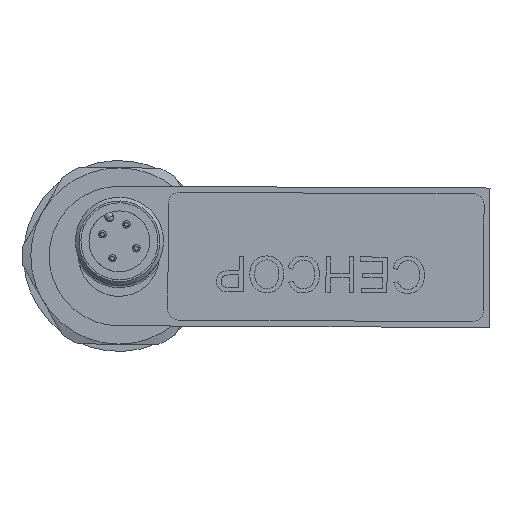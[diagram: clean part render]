
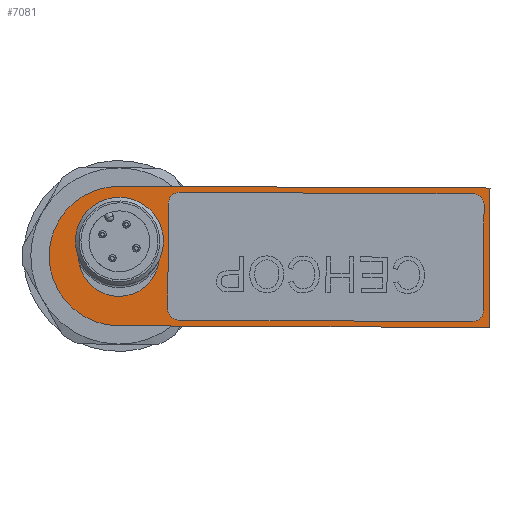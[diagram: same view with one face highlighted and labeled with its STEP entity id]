
A CAD part, left-side view. The second image highlights one B-rep face of the part: STEP entity #7081.
In plain terms, the highlighted face is planar.
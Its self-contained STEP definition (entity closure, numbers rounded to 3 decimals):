
#107=LINE('',#20227,#650);
#108=LINE('',#20229,#651);
#109=LINE('',#20231,#652);
#110=LINE('',#20232,#653);
#111=LINE('',#20237,#654);
#112=LINE('',#20241,#655);
#113=LINE('',#20245,#656);
#650=VECTOR('',#9633,1000.);
#651=VECTOR('',#9634,1000.);
#652=VECTOR('',#9635,1000.);
#653=VECTOR('',#9636,1000.);
#654=VECTOR('',#9639,1000.);
#655=VECTOR('',#9642,1000.);
#656=VECTOR('',#9645,1000.);
#1469=PLANE('',#8457);
#1799=CIRCLE('',#8458,5.5);
#1800=CIRCLE('',#8459,9.5);
#1801=CIRCLE('',#8460,1.5);
#1802=CIRCLE('',#8461,1.5);
#1803=CIRCLE('',#8462,1.5);
#1804=CIRCLE('',#8463,1.5);
#2406=ORIENTED_EDGE('',*,*,#4111,.F.);
#2407=ORIENTED_EDGE('',*,*,#4112,.F.);
#2408=ORIENTED_EDGE('',*,*,#4113,.F.);
#2409=ORIENTED_EDGE('',*,*,#4114,.F.);
#2410=ORIENTED_EDGE('',*,*,#4115,.F.);
#2411=ORIENTED_EDGE('',*,*,#4116,.T.);
#2412=ORIENTED_EDGE('',*,*,#4117,.T.);
#2413=ORIENTED_EDGE('',*,*,#4118,.T.);
#2414=ORIENTED_EDGE('',*,*,#4119,.T.);
#2415=ORIENTED_EDGE('',*,*,#4120,.T.);
#2416=ORIENTED_EDGE('',*,*,#4121,.T.);
#2417=ORIENTED_EDGE('',*,*,#4122,.T.);
#2418=ORIENTED_EDGE('',*,*,#4123,.T.);
#4111=EDGE_CURVE('',#5031,#5031,#1799,.T.);
#4112=EDGE_CURVE('',#5032,#5033,#1800,.T.);
#4113=EDGE_CURVE('',#5034,#5032,#107,.T.);
#4114=EDGE_CURVE('',#5035,#5034,#108,.T.);
#4115=EDGE_CURVE('',#5033,#5035,#109,.T.);
#4116=EDGE_CURVE('',#5036,#5037,#110,.T.);
#4117=EDGE_CURVE('',#5037,#5038,#1801,.T.);
#4118=EDGE_CURVE('',#5038,#5039,#111,.T.);
#4119=EDGE_CURVE('',#5039,#5040,#1802,.T.);
#4120=EDGE_CURVE('',#5040,#5041,#112,.T.);
#4121=EDGE_CURVE('',#5041,#5042,#1803,.T.);
#4122=EDGE_CURVE('',#5042,#5043,#113,.T.);
#4123=EDGE_CURVE('',#5043,#5036,#1804,.T.);
#5031=VERTEX_POINT('',#20223);
#5032=VERTEX_POINT('',#20225);
#5033=VERTEX_POINT('',#20226);
#5034=VERTEX_POINT('',#20228);
#5035=VERTEX_POINT('',#20230);
#5036=VERTEX_POINT('',#20233);
#5037=VERTEX_POINT('',#20234);
#5038=VERTEX_POINT('',#20236);
#5039=VERTEX_POINT('',#20238);
#5040=VERTEX_POINT('',#20240);
#5041=VERTEX_POINT('',#20242);
#5042=VERTEX_POINT('',#20244);
#5043=VERTEX_POINT('',#20246);
#5807=EDGE_LOOP('',(#2406));
#5808=EDGE_LOOP('',(#2407,#2408,#2409,#2410));
#5809=EDGE_LOOP('',(#2411,#2412,#2413,#2414,#2415,#2416,#2417,#2418));
#6427=FACE_BOUND('',#5807,.T.);
#6428=FACE_BOUND('',#5808,.T.);
#6429=FACE_BOUND('',#5809,.T.);
#7081=ADVANCED_FACE('',(#6427,#6428,#6429),#1469,.F.);
#8457=AXIS2_PLACEMENT_3D('',#20221,#9627,#9628);
#8458=AXIS2_PLACEMENT_3D('',#20222,#9629,#9630);
#8459=AXIS2_PLACEMENT_3D('',#20224,#9631,#9632);
#8460=AXIS2_PLACEMENT_3D('',#20235,#9637,#9638);
#8461=AXIS2_PLACEMENT_3D('',#20239,#9640,#9641);
#8462=AXIS2_PLACEMENT_3D('',#20243,#9643,#9644);
#8463=AXIS2_PLACEMENT_3D('',#20247,#9646,#9647);
#9627=DIRECTION('',(0.,1.,0.));
#9628=DIRECTION('',(0.,0.,1.));
#9629=DIRECTION('',(0.,-1.,0.));
#9630=DIRECTION('',(1.,0.,0.));
#9631=DIRECTION('',(0.,1.,0.));
#9632=DIRECTION('',(-1.,0.,0.));
#9633=DIRECTION('',(0.,0.,1.));
#9634=DIRECTION('',(-1.,0.,0.));
#9635=DIRECTION('',(0.,0.,-1.));
#9636=DIRECTION('',(-1.,0.,0.));
#9637=DIRECTION('',(0.,1.,0.));
#9638=DIRECTION('',(1.,0.,0.));
#9639=DIRECTION('',(0.,0.,1.));
#9640=DIRECTION('',(0.,1.,0.));
#9641=DIRECTION('',(1.,0.,0.));
#9642=DIRECTION('',(1.,0.,0.));
#9643=DIRECTION('',(0.,1.,0.));
#9644=DIRECTION('',(-1.,0.,0.));
#9645=DIRECTION('',(0.,0.,-1.));
#9646=DIRECTION('',(0.,1.,0.));
#9647=DIRECTION('',(1.,0.,0.));
#20221=CARTESIAN_POINT('',(9.5,0.,50.5));
#20222=CARTESIAN_POINT('',(9.5,0.,50.5));
#20223=CARTESIAN_POINT('',(15.,0.,50.5));
#20224=CARTESIAN_POINT('',(9.5,0.,50.5));
#20225=CARTESIAN_POINT('',(0.,0.,50.5));
#20226=CARTESIAN_POINT('',(19.,0.,50.5));
#20227=CARTESIAN_POINT('',(0.,0.,0.));
#20228=CARTESIAN_POINT('',(0.,0.,0.));
#20229=CARTESIAN_POINT('',(19.,0.,0.));
#20230=CARTESIAN_POINT('',(19.,0.,0.));
#20231=CARTESIAN_POINT('',(19.,0.,50.5));
#20232=CARTESIAN_POINT('',(2.16,0.,0.8));
#20233=CARTESIAN_POINT('',(16.7,0.,0.8));
#20234=CARTESIAN_POINT('',(2.3,0.,0.8));
#20235=CARTESIAN_POINT('',(2.3,0.,2.3));
#20236=CARTESIAN_POINT('',(0.8,0.,2.3));
#20237=CARTESIAN_POINT('',(0.8,0.,42.3));
#20238=CARTESIAN_POINT('',(0.8,0.,42.3));
#20239=CARTESIAN_POINT('',(2.3,0.,42.3));
#20240=CARTESIAN_POINT('',(2.3,0.,43.8));
#20241=CARTESIAN_POINT('',(16.56,0.,43.8));
#20242=CARTESIAN_POINT('',(16.7,0.,43.8));
#20243=CARTESIAN_POINT('',(16.7,0.,42.3));
#20244=CARTESIAN_POINT('',(18.2,0.,42.3));
#20245=CARTESIAN_POINT('',(18.2,0.,2.3));
#20246=CARTESIAN_POINT('',(18.2,0.,2.3));
#20247=CARTESIAN_POINT('',(16.7,0.,2.3));
